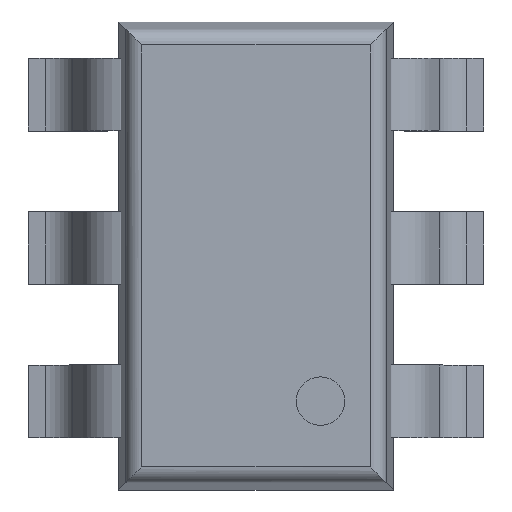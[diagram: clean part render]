
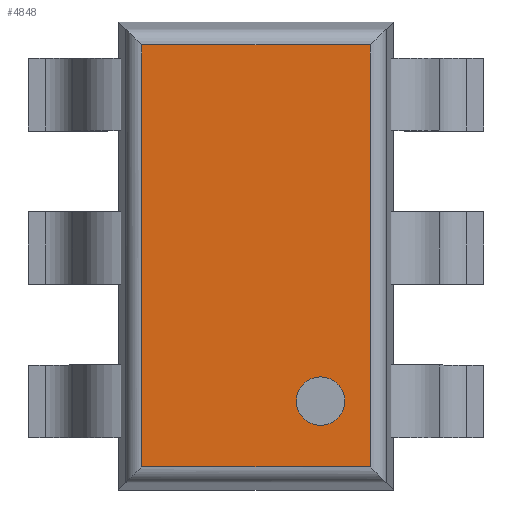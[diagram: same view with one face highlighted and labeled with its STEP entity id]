
A CAD part, top view. The second image highlights one B-rep face of the part: STEP entity #4848.
In plain terms, the highlighted planar face has unit normal (0, 0, 1).
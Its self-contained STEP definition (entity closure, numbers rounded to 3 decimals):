
#47=FACE_BOUND('',#1012,.T.);
#423=PLANE('',#5068);
#700=FACE_OUTER_BOUND('',#1011,.T.);
#1011=EDGE_LOOP('',(#4085,#4086,#4087,#4088));
#1012=EDGE_LOOP('',(#4089));
#1347=LINE('',#8976,#1777);
#1348=LINE('',#8980,#1778);
#1350=LINE('',#8986,#1780);
#1353=LINE('',#8992,#1783);
#1777=VECTOR('',#5549,10.);
#1778=VECTOR('',#5554,10.);
#1780=VECTOR('',#5560,10.);
#1783=VECTOR('',#5567,10.);
#2016=CIRCLE('',#5014,0.15);
#2068=VERTEX_POINT('',#6194);
#2351=VERTEX_POINT('',#8973);
#2352=VERTEX_POINT('',#8975);
#2353=VERTEX_POINT('',#8979);
#2355=VERTEX_POINT('',#8985);
#2508=EDGE_CURVE('',#2068,#2068,#2016,.T.);
#2932=EDGE_CURVE('',#2351,#2352,#1347,.T.);
#2934=EDGE_CURVE('',#2352,#2353,#1348,.T.);
#2937=EDGE_CURVE('',#2353,#2355,#1350,.T.);
#2941=EDGE_CURVE('',#2355,#2351,#1353,.T.);
#4085=ORIENTED_EDGE('',*,*,#2932,.F.);
#4086=ORIENTED_EDGE('',*,*,#2941,.F.);
#4087=ORIENTED_EDGE('',*,*,#2937,.F.);
#4088=ORIENTED_EDGE('',*,*,#2934,.F.);
#4089=ORIENTED_EDGE('',*,*,#2508,.T.);
#4848=ADVANCED_FACE('',(#700,#47),#423,.T.);
#5014=AXIS2_PLACEMENT_3D('',#6195,#5266,#5267);
#5068=AXIS2_PLACEMENT_3D('',#9003,#5577,#5578);
#5266=DIRECTION('center_axis',(0.,0.,-1.));
#5267=DIRECTION('ref_axis',(-1.,0.,0.));
#5549=DIRECTION('',(0.,1.,0.));
#5554=DIRECTION('',(1.,0.,0.));
#5560=DIRECTION('',(0.,-1.,0.));
#5567=DIRECTION('',(-1.,0.,0.));
#5577=DIRECTION('center_axis',(0.,0.,1.));
#5578=DIRECTION('ref_axis',(1.,0.,0.));
#6194=CARTESIAN_POINT('',(0.55,0.55,0.5));
#6195=CARTESIAN_POINT('Origin',(0.4,0.55,0.5));
#8973=CARTESIAN_POINT('',(-0.707,0.143,0.5));
#8975=CARTESIAN_POINT('',(-0.707,2.757,0.5));
#8976=CARTESIAN_POINT('',(-0.707,0.,0.5));
#8979=CARTESIAN_POINT('',(0.707,2.757,0.5));
#8980=CARTESIAN_POINT('',(-0.397,2.757,0.5));
#8985=CARTESIAN_POINT('',(0.707,0.143,0.5));
#8986=CARTESIAN_POINT('',(0.707,0.,0.5));
#8992=CARTESIAN_POINT('',(-0.397,0.143,0.5));
#9003=CARTESIAN_POINT('Origin',(-0.794,0.,0.5));
